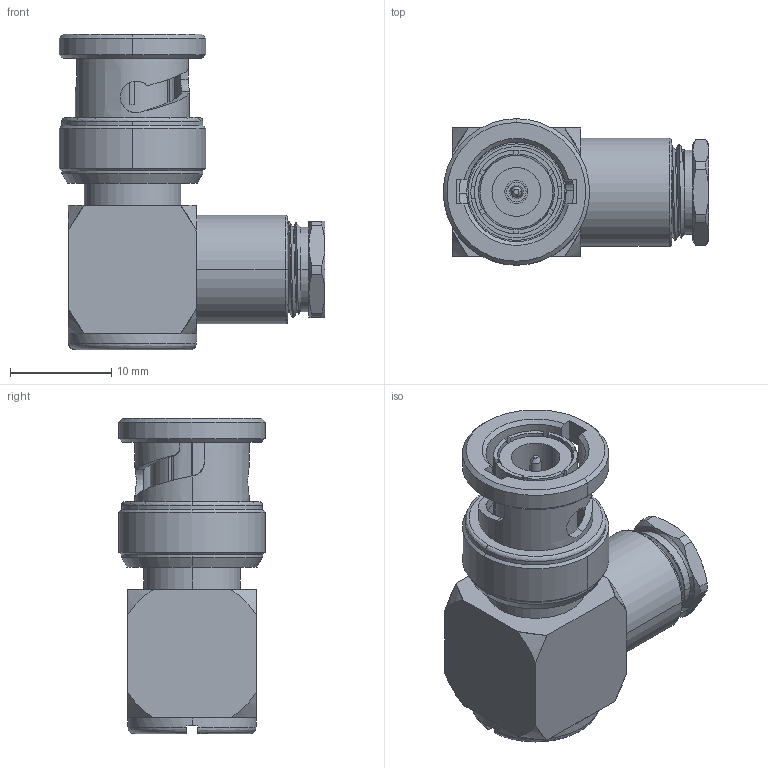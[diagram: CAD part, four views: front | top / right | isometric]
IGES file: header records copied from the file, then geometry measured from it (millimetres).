
Start section:  PTC IGES file: 000-8525.igs
Global section: file name: 000-8525.igs; native system: Pro/ENGINEER by Parametric Technology Corporation; preprocessor: 2008010; author: aarunprabu; organization: Unknown; date: 20091007.120625; units: inch
Bounding box: 26.26 x 14.48 x 31.19 mm (x, y, z)
Surface area: 3855.7 mm2 (no closed solid volume)
Topology: 0 solids, 0 shells, 166 faces, 855 edges, 855 vertices
Faces by surface type: revolution 111, bspline 55
